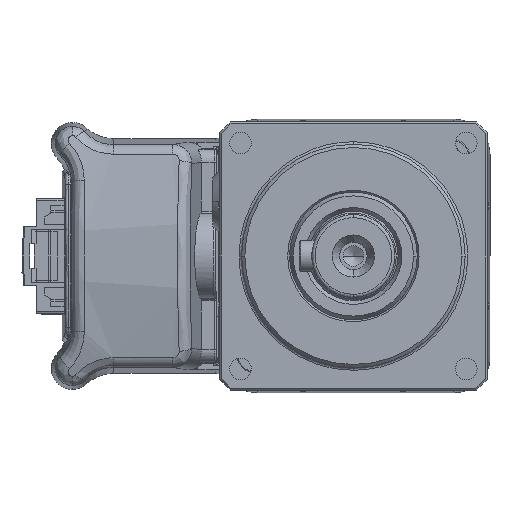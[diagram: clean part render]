
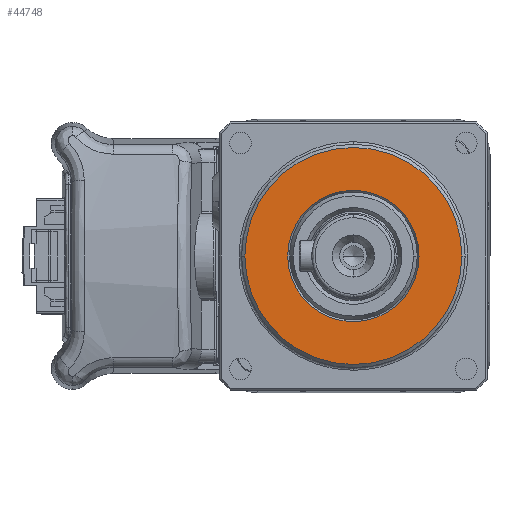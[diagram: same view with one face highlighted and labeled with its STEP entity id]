
A CAD part, left-side view. The second image highlights one B-rep face of the part: STEP entity #44748.
In plain terms, the highlighted face is planar.
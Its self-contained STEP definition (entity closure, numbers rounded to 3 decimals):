
#1103 = AXIS2_PLACEMENT_3D ( 'NONE', #124478, #60571, #135213 ) ;
#2806 = CARTESIAN_POINT ( 'NONE',  ( 0., 0., 48. ) ) ;
#4522 = AXIS2_PLACEMENT_3D ( 'NONE', #72472, #8560, #83202 ) ;
#4803 = VERTEX_POINT ( 'NONE', #24195 ) ;
#8560 = DIRECTION ( 'NONE',  ( 0., 0., 1. ) ) ;
#13548 = DIRECTION ( 'NONE',  ( 0., 1., 0. ) ) ;
#24195 = CARTESIAN_POINT ( 'NONE',  ( 0., 10.289, 48. ) ) ;
#26089 = EDGE_CURVE ( 'NONE', #52974, #54047, #46996, .T. ) ;
#26415 = CIRCLE ( 'NONE', #1103, 10.289 ) ;
#26690 = EDGE_CURVE ( 'NONE', #42235, #4803, #45310, .T. ) ;
#32739 = DIRECTION ( 'NONE',  ( 0., 0., -1. ) ) ;
#41408 = DIRECTION ( 'NONE',  ( 0., 0., -1. ) ) ;
#42235 = VERTEX_POINT ( 'NONE', #102853 ) ;
#44748 = ADVANCED_FACE ( 'NONE', ( #73624, #45139 ), #72256, .F. ) ;
#45139 = FACE_OUTER_BOUND ( 'NONE', #118540, .T. ) ;
#45310 = CIRCLE ( 'NONE', #4522, 10.289 ) ;
#46996 = CIRCLE ( 'NONE', #52765, 17. ) ;
#52720 = CIRCLE ( 'NONE', #135874, 17. ) ;
#52765 = AXIS2_PLACEMENT_3D ( 'NONE', #2806, #77443, #13548 ) ;
#52974 = VERTEX_POINT ( 'NONE', #78168 ) ;
#54047 = VERTEX_POINT ( 'NONE', #70928 ) ;
#60571 = DIRECTION ( 'NONE',  ( 0., 0., 1. ) ) ;
#70928 = CARTESIAN_POINT ( 'NONE',  ( 0., 17., 48. ) ) ;
#72256 = PLANE ( 'NONE',  #108301 ) ;
#72472 = CARTESIAN_POINT ( 'NONE',  ( 0., 0., 48. ) ) ;
#73624 = FACE_BOUND ( 'NONE', #128176, .T. ) ;
#73728 = EDGE_CURVE ( 'NONE', #4803, #42235, #26415, .T. ) ;
#77443 = DIRECTION ( 'NONE',  ( 0., 0., -1. ) ) ;
#77712 = ORIENTED_EDGE ( 'NONE', *, *, #73728, .F. ) ;
#78168 = CARTESIAN_POINT ( 'NONE',  ( 0., -17., 48. ) ) ;
#83202 = DIRECTION ( 'NONE',  ( 0., -1., 0. ) ) ;
#96737 = CARTESIAN_POINT ( 'NONE',  ( 0., 0., 48. ) ) ;
#97534 = EDGE_CURVE ( 'NONE', #54047, #52974, #52720, .T. ) ;
#102853 = CARTESIAN_POINT ( 'NONE',  ( 0., -10.289, 48. ) ) ;
#107428 = DIRECTION ( 'NONE',  ( 0., 1., 0. ) ) ;
#108301 = AXIS2_PLACEMENT_3D ( 'NONE', #114691, #41408, #116089 ) ;
#110622 = ORIENTED_EDGE ( 'NONE', *, *, #26089, .F. ) ;
#114691 = CARTESIAN_POINT ( 'NONE',  ( 0., 0., 48. ) ) ;
#116089 = DIRECTION ( 'NONE',  ( -1., 0., 0. ) ) ;
#118221 = ORIENTED_EDGE ( 'NONE', *, *, #97534, .F. ) ;
#118540 = EDGE_LOOP ( 'NONE', ( #118221, #110622 ) ) ;
#124478 = CARTESIAN_POINT ( 'NONE',  ( 0., 0., 48. ) ) ;
#128176 = EDGE_LOOP ( 'NONE', ( #130078, #77712 ) ) ;
#130078 = ORIENTED_EDGE ( 'NONE', *, *, #26690, .F. ) ;
#135213 = DIRECTION ( 'NONE',  ( 0., -1., 0. ) ) ;
#135874 = AXIS2_PLACEMENT_3D ( 'NONE', #96737, #32739, #107428 ) ;
